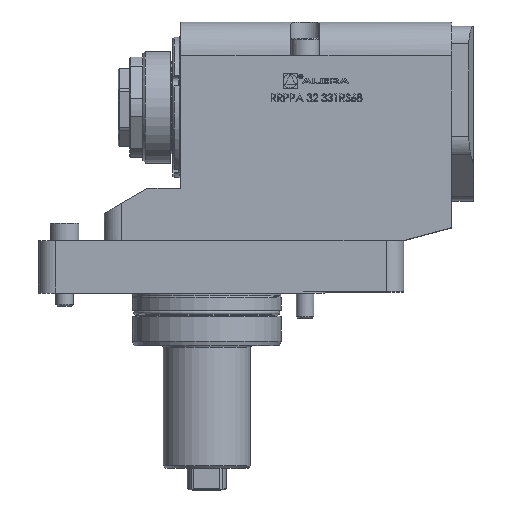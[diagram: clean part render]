
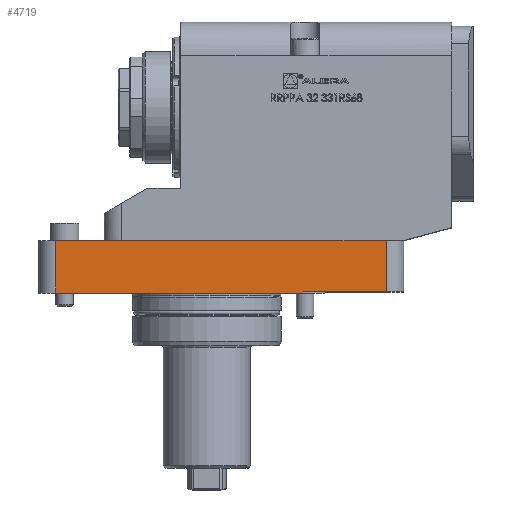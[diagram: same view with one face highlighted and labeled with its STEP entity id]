
A CAD part, top view. The second image highlights one B-rep face of the part: STEP entity #4719.
In plain terms, the highlighted planar face has unit normal (0, 0, 1).
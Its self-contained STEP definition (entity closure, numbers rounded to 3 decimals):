
#660 = EDGE_CURVE ( 'NONE', #4366, #8623, #13645, .T. ) ;
#2083 = EDGE_CURVE ( 'NONE', #25262, #9503, #2595, .T. ) ;
#2528 = VERTEX_POINT ( 'NONE', #27262 ) ;
#2595 = LINE ( 'NONE', #10868, #12841 ) ;
#3043 = ORIENTED_EDGE ( 'NONE', *, *, #25982, .T. ) ;
#3269 = ORIENTED_EDGE ( 'NONE', *, *, #10681, .T. ) ;
#3279 = DIRECTION ( 'NONE',  ( 0., 1., 0. ) ) ;
#3361 = VECTOR ( 'NONE', #17907, 1000. ) ;
#3372 = ORIENTED_EDGE ( 'NONE', *, *, #2083, .F. ) ;
#3529 = LINE ( 'NONE', #23708, #19718 ) ;
#3811 = CARTESIAN_POINT ( 'NONE',  ( -119., -85., 42.5 ) ) ;
#4184 = CARTESIAN_POINT ( 'NONE',  ( -89., -61., 42.5 ) ) ;
#4282 = VERTEX_POINT ( 'NONE', #3811 ) ;
#4366 = VERTEX_POINT ( 'NONE', #4184 ) ;
#4372 = DIRECTION ( 'NONE',  ( -1., 0., 0. ) ) ;
#4432 = CARTESIAN_POINT ( 'NONE',  ( 32., -84.5, 42.5 ) ) ;
#4719 = ADVANCED_FACE ( 'NONE', ( #16222 ), #16986, .F. ) ;
#5321 = DIRECTION ( 'NONE',  ( 0., 1., 0. ) ) ;
#7038 = LINE ( 'NONE', #8226, #17348 ) ;
#7717 = ORIENTED_EDGE ( 'NONE', *, *, #14918, .F. ) ;
#7964 = VECTOR ( 'NONE', #3279, 1000. ) ;
#8124 = DIRECTION ( 'NONE',  ( -1., 0., 0. ) ) ;
#8226 = CARTESIAN_POINT ( 'NONE',  ( -127., -61., 42.5 ) ) ;
#8623 = VERTEX_POINT ( 'NONE', #27189 ) ;
#8766 = CARTESIAN_POINT ( 'NONE',  ( -127., -61., 42.5 ) ) ;
#9171 = LINE ( 'NONE', #11917, #3361 ) ;
#9503 = VERTEX_POINT ( 'NONE', #12628 ) ;
#10029 = CARTESIAN_POINT ( 'NONE',  ( -6., -85., 42.5 ) ) ;
#10041 = LINE ( 'NONE', #20337, #7964 ) ;
#10681 = EDGE_CURVE ( 'NONE', #16610, #9503, #10041, .T. ) ;
#10868 = CARTESIAN_POINT ( 'NONE',  ( 32., -84.5, 42.5 ) ) ;
#11917 = CARTESIAN_POINT ( 'NONE',  ( -119., -85., 42.5 ) ) ;
#12077 = ORIENTED_EDGE ( 'NONE', *, *, #21593, .T. ) ;
#12628 = CARTESIAN_POINT ( 'NONE',  ( -6., -84.5, 42.5 ) ) ;
#12841 = VECTOR ( 'NONE', #4372, 1000. ) ;
#13645 = LINE ( 'NONE', #8766, #22016 ) ;
#14875 = CARTESIAN_POINT ( 'NONE',  ( -127., -85., 42.5 ) ) ;
#14918 = EDGE_CURVE ( 'NONE', #16610, #4282, #3529, .T. ) ;
#16222 = FACE_OUTER_BOUND ( 'NONE', #24329, .T. ) ;
#16610 = VERTEX_POINT ( 'NONE', #10029 ) ;
#16986 = PLANE ( 'NONE',  #17113 ) ;
#17113 = AXIS2_PLACEMENT_3D ( 'NONE', #14875, #19337, #25692 ) ;
#17348 = VECTOR ( 'NONE', #8124, 1000. ) ;
#17907 = DIRECTION ( 'NONE',  ( 0., -1., 0. ) ) ;
#18304 = VECTOR ( 'NONE', #5321, 1000. ) ;
#19337 = DIRECTION ( 'NONE',  ( 0., 0., -1. ) ) ;
#19718 = VECTOR ( 'NONE', #21410, 1000. ) ;
#19738 = LINE ( 'NONE', #27428, #18304 ) ;
#20337 = CARTESIAN_POINT ( 'NONE',  ( -6., -85., 42.5 ) ) ;
#21410 = DIRECTION ( 'NONE',  ( -1., 0., 0. ) ) ;
#21593 = EDGE_CURVE ( 'NONE', #8623, #4282, #9171, .T. ) ;
#22016 = VECTOR ( 'NONE', #26698, 1000. ) ;
#22922 = ORIENTED_EDGE ( 'NONE', *, *, #660, .T. ) ;
#23708 = CARTESIAN_POINT ( 'NONE',  ( -127., -85., 42.5 ) ) ;
#24329 = EDGE_LOOP ( 'NONE', ( #7717, #3269, #3372, #3043, #28073, #22922, #12077 ) ) ;
#25262 = VERTEX_POINT ( 'NONE', #4432 ) ;
#25692 = DIRECTION ( 'NONE',  ( 1., 0., 0. ) ) ;
#25982 = EDGE_CURVE ( 'NONE', #25262, #2528, #19738, .T. ) ;
#26698 = DIRECTION ( 'NONE',  ( -1., 0., 0. ) ) ;
#27189 = CARTESIAN_POINT ( 'NONE',  ( -119., -61., 42.5 ) ) ;
#27262 = CARTESIAN_POINT ( 'NONE',  ( 32., -61., 42.5 ) ) ;
#27428 = CARTESIAN_POINT ( 'NONE',  ( 32., -85., 42.5 ) ) ;
#27535 = EDGE_CURVE ( 'NONE', #2528, #4366, #7038, .T. ) ;
#28073 = ORIENTED_EDGE ( 'NONE', *, *, #27535, .T. ) ;
